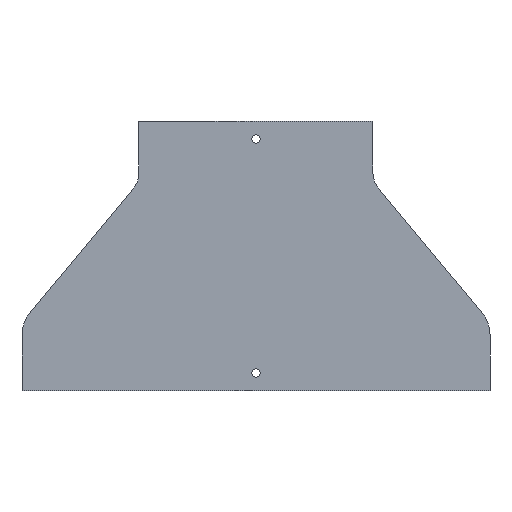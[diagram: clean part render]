
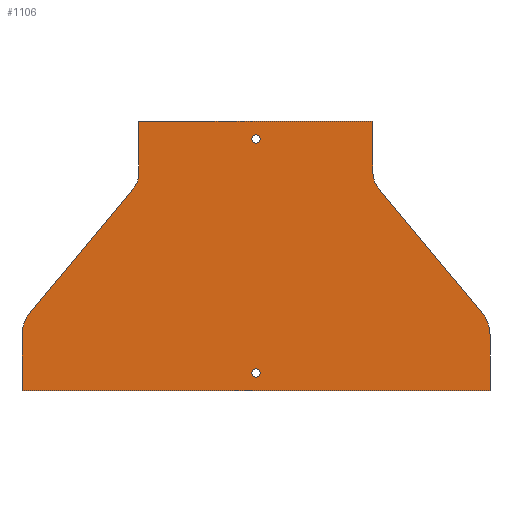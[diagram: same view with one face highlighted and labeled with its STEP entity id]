
A CAD part, front view. The second image highlights one B-rep face of the part: STEP entity #1106.
In plain terms, the highlighted planar face has unit normal (0, -1, 0).
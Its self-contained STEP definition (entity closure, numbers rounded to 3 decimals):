
#5 = VERTEX_POINT ( 'NONE', #586 ) ;
#14 = VERTEX_POINT ( 'NONE', #648 ) ;
#55 = FACE_OUTER_BOUND ( 'NONE', #1297, .T. ) ;
#60 = FACE_BOUND ( 'NONE', #1292, .T. ) ;
#65 = FACE_BOUND ( 'NONE', #1311, .T. ) ;
#129 = LINE ( 'NONE', #645, #130 ) ;
#130 = VECTOR ( 'NONE', #647, 1000. ) ;
#147 = LINE ( 'NONE', #516, #150 ) ;
#150 = VECTOR ( 'NONE', #368, 1000. ) ;
#153 = LINE ( 'NONE', #369, #156 ) ;
#156 = VECTOR ( 'NONE', #518, 1000. ) ;
#170 = CIRCLE ( 'NONE', #1780, 30. ) ;
#193 = LINE ( 'NONE', #483, #201 ) ;
#201 = VECTOR ( 'NONE', #481, 1000. ) ;
#221 = LINE ( 'NONE', #1026, #224 ) ;
#224 = VECTOR ( 'NONE', #1025, 1000. ) ;
#225 = LINE ( 'NONE', #1048, #242 ) ;
#226 = CIRCLE ( 'NONE', #1790, 20. ) ;
#235 = LINE ( 'NONE', #1061, #238 ) ;
#238 = VECTOR ( 'NONE', #1067, 1000. ) ;
#242 = VECTOR ( 'NONE', #1070, 1000. ) ;
#261 = CIRCLE ( 'NONE', #1799, 30. ) ;
#266 = LINE ( 'NONE', #992, #268 ) ;
#268 = VECTOR ( 'NONE', #974, 1000. ) ;
#271 = CIRCLE ( 'NONE', #1801, 20. ) ;
#274 = CIRCLE ( 'NONE', #1803, 3.5 ) ;
#277 = CIRCLE ( 'NONE', #1804, 3.5 ) ;
#368 = DIRECTION ( 'NONE',  ( -1., 0., 0. ) ) ;
#369 = CARTESIAN_POINT ( 'NONE',  ( 200., 0., -182.241 ) ) ;
#402 = CARTESIAN_POINT ( 'NONE',  ( 170., 0., -182.241 ) ) ;
#406 = DIRECTION ( 'NONE',  ( 0., 0., -1. ) ) ;
#407 = DIRECTION ( 'NONE',  ( 0., 1., 0. ) ) ;
#481 = DIRECTION ( 'NONE',  ( 1., 0., 0. ) ) ;
#483 = CARTESIAN_POINT ( 'NONE',  ( -100., 0., 0. ) ) ;
#516 = CARTESIAN_POINT ( 'NONE',  ( -200., 0., -230. ) ) ;
#518 = DIRECTION ( 'NONE',  ( 0., 0., -1. ) ) ;
#532 = DIRECTION ( 'NONE',  ( 0., 0., 1. ) ) ;
#540 = CARTESIAN_POINT ( 'NONE',  ( -120., 0., -44.139 ) ) ;
#542 = DIRECTION ( 'NONE',  ( 0., 1., 0. ) ) ;
#586 = CARTESIAN_POINT ( 'NONE',  ( 100., 0., -44.139 ) ) ;
#591 = PLANE ( 'NONE',  #1738 ) ;
#645 = CARTESIAN_POINT ( 'NONE',  ( -200., 0., -182.241 ) ) ;
#647 = DIRECTION ( 'NONE',  ( 0., 0., 1. ) ) ;
#648 = CARTESIAN_POINT ( 'NONE',  ( -100., 0., -44.139 ) ) ;
#691 = CARTESIAN_POINT ( 'NONE',  ( 0., 0., -218.5 ) ) ;
#693 = CARTESIAN_POINT ( 'NONE',  ( 0., 0., -18.5 ) ) ;
#709 = CARTESIAN_POINT ( 'NONE',  ( 100., 0., 0. ) ) ;
#711 = CARTESIAN_POINT ( 'NONE',  ( -100., 0., 0. ) ) ;
#718 = CARTESIAN_POINT ( 'NONE',  ( 200., 0., -182.241 ) ) ;
#738 = CARTESIAN_POINT ( 'NONE',  ( 104.636, 0., -56.942 ) ) ;
#807 = CARTESIAN_POINT ( 'NONE',  ( 193.047, 0., -163.035 ) ) ;
#818 = CARTESIAN_POINT ( 'NONE',  ( 200., 0., -230. ) ) ;
#826 = CARTESIAN_POINT ( 'NONE',  ( -200., 0., -230. ) ) ;
#828 = DIRECTION ( 'NONE',  ( 0., 0., -1. ) ) ;
#830 = DIRECTION ( 'NONE',  ( 0., -1., 0. ) ) ;
#832 = CARTESIAN_POINT ( 'NONE',  ( 0., 0., -15. ) ) ;
#835 = DIRECTION ( 'NONE',  ( 0., 0., -1. ) ) ;
#837 = DIRECTION ( 'NONE',  ( 0., -1., 0. ) ) ;
#839 = CARTESIAN_POINT ( 'NONE',  ( 0., 0., -215. ) ) ;
#842 = CARTESIAN_POINT ( 'NONE',  ( -200., 0., -182.241 ) ) ;
#848 = CARTESIAN_POINT ( 'NONE',  ( -104.636, 0., -56.942 ) ) ;
#850 = CARTESIAN_POINT ( 'NONE',  ( -193.047, 0., -163.035 ) ) ;
#863 = DIRECTION ( 'NONE',  ( 0., 0., 1. ) ) ;
#864 = DIRECTION ( 'NONE',  ( 0., -1., 0. ) ) ;
#869 = CARTESIAN_POINT ( 'NONE',  ( -120., 0., -44.139 ) ) ;
#974 = DIRECTION ( 'NONE',  ( 0.64, 0., 0.768 ) ) ;
#975 = DIRECTION ( 'NONE',  ( 0., 1., 0. ) ) ;
#978 = CARTESIAN_POINT ( 'NONE',  ( -170., 0., -182.241 ) ) ;
#988 = DIRECTION ( 'NONE',  ( 0., 0., 1. ) ) ;
#992 = CARTESIAN_POINT ( 'NONE',  ( -104.636, 0., -56.942 ) ) ;
#1025 = DIRECTION ( 'NONE',  ( 0.64, 0., -0.768 ) ) ;
#1026 = CARTESIAN_POINT ( 'NONE',  ( 104.636, 0., -56.942 ) ) ;
#1046 = DIRECTION ( 'NONE',  ( 0., -1., 0. ) ) ;
#1047 = CARTESIAN_POINT ( 'NONE',  ( 120., 0., -44.139 ) ) ;
#1048 = CARTESIAN_POINT ( 'NONE',  ( 100., 0., 0. ) ) ;
#1053 = DIRECTION ( 'NONE',  ( 0., 0., -1. ) ) ;
#1061 = CARTESIAN_POINT ( 'NONE',  ( -100., 0., 0. ) ) ;
#1067 = DIRECTION ( 'NONE',  ( 0., 0., 1. ) ) ;
#1070 = DIRECTION ( 'NONE',  ( 0., 0., -1. ) ) ;
#1106 = ADVANCED_FACE ( 'NONE', ( #60, #65, #55 ), #591, .F. ) ;
#1240 = VERTEX_POINT ( 'NONE', #691 ) ;
#1243 = VERTEX_POINT ( 'NONE', #693 ) ;
#1292 = EDGE_LOOP ( 'NONE', ( #1431 ) ) ;
#1297 = EDGE_LOOP ( 'NONE', ( #1429, #1428, #1427, #1426, #1425, #1424, #1423, #1422, #1421, #1420, #1419, #1418 ) ) ;
#1311 = EDGE_LOOP ( 'NONE', ( #1430 ) ) ;
#1418 = ORIENTED_EDGE ( 'NONE', *, *, #1620, .F. ) ;
#1419 = ORIENTED_EDGE ( 'NONE', *, *, #1623, .F. ) ;
#1420 = ORIENTED_EDGE ( 'NONE', *, *, #1626, .F. ) ;
#1421 = ORIENTED_EDGE ( 'NONE', *, *, #1603, .F. ) ;
#1422 = ORIENTED_EDGE ( 'NONE', *, *, #1583, .F. ) ;
#1423 = ORIENTED_EDGE ( 'NONE', *, *, #1605, .F. ) ;
#1424 = ORIENTED_EDGE ( 'NONE', *, *, #1598, .F. ) ;
#1425 = ORIENTED_EDGE ( 'NONE', *, *, #1595, .F. ) ;
#1426 = ORIENTED_EDGE ( 'NONE', *, *, #1565, .F. ) ;
#1427 = ORIENTED_EDGE ( 'NONE', *, *, #1554, .F. ) ;
#1428 = ORIENTED_EDGE ( 'NONE', *, *, #1551, .F. ) ;
#1429 = ORIENTED_EDGE ( 'NONE', *, *, #1541, .F. ) ;
#1430 = ORIENTED_EDGE ( 'NONE', *, *, #1629, .F. ) ;
#1431 = ORIENTED_EDGE ( 'NONE', *, *, #1628, .F. ) ;
#1541 = EDGE_CURVE ( 'NONE', #2053, #2045, #129, .T. ) ;
#1551 = EDGE_CURVE ( 'NONE', #2059, #2053, #147, .T. ) ;
#1554 = EDGE_CURVE ( 'NONE', #2072, #2059, #153, .T. ) ;
#1565 = EDGE_CURVE ( 'NONE', #2078, #2072, #170, .T. ) ;
#1583 = EDGE_CURVE ( 'NONE', #2084, #2086, #193, .T. ) ;
#1595 = EDGE_CURVE ( 'NONE', #2069, #2078, #221, .T. ) ;
#1598 = EDGE_CURVE ( 'NONE', #5, #2069, #226, .T. ) ;
#1603 = EDGE_CURVE ( 'NONE', #14, #2084, #235, .T. ) ;
#1605 = EDGE_CURVE ( 'NONE', #2086, #5, #225, .T. ) ;
#1620 = EDGE_CURVE ( 'NONE', #2045, #2039, #261, .T. ) ;
#1623 = EDGE_CURVE ( 'NONE', #2039, #2041, #266, .T. ) ;
#1626 = EDGE_CURVE ( 'NONE', #2041, #14, #271, .T. ) ;
#1628 = EDGE_CURVE ( 'NONE', #1240, #1240, #274, .T. ) ;
#1629 = EDGE_CURVE ( 'NONE', #1243, #1243, #277, .T. ) ;
#1738 = AXIS2_PLACEMENT_3D ( 'NONE', #540, #542, #532 ) ;
#1780 = AXIS2_PLACEMENT_3D ( 'NONE', #402, #407, #406 ) ;
#1790 = AXIS2_PLACEMENT_3D ( 'NONE', #1047, #1046, #1053 ) ;
#1799 = AXIS2_PLACEMENT_3D ( 'NONE', #978, #975, #988 ) ;
#1801 = AXIS2_PLACEMENT_3D ( 'NONE', #869, #864, #863 ) ;
#1803 = AXIS2_PLACEMENT_3D ( 'NONE', #839, #837, #835 ) ;
#1804 = AXIS2_PLACEMENT_3D ( 'NONE', #832, #830, #828 ) ;
#2039 = VERTEX_POINT ( 'NONE', #850 ) ;
#2041 = VERTEX_POINT ( 'NONE', #848 ) ;
#2045 = VERTEX_POINT ( 'NONE', #842 ) ;
#2053 = VERTEX_POINT ( 'NONE', #826 ) ;
#2059 = VERTEX_POINT ( 'NONE', #818 ) ;
#2069 = VERTEX_POINT ( 'NONE', #738 ) ;
#2072 = VERTEX_POINT ( 'NONE', #718 ) ;
#2078 = VERTEX_POINT ( 'NONE', #807 ) ;
#2084 = VERTEX_POINT ( 'NONE', #711 ) ;
#2086 = VERTEX_POINT ( 'NONE', #709 ) ;
